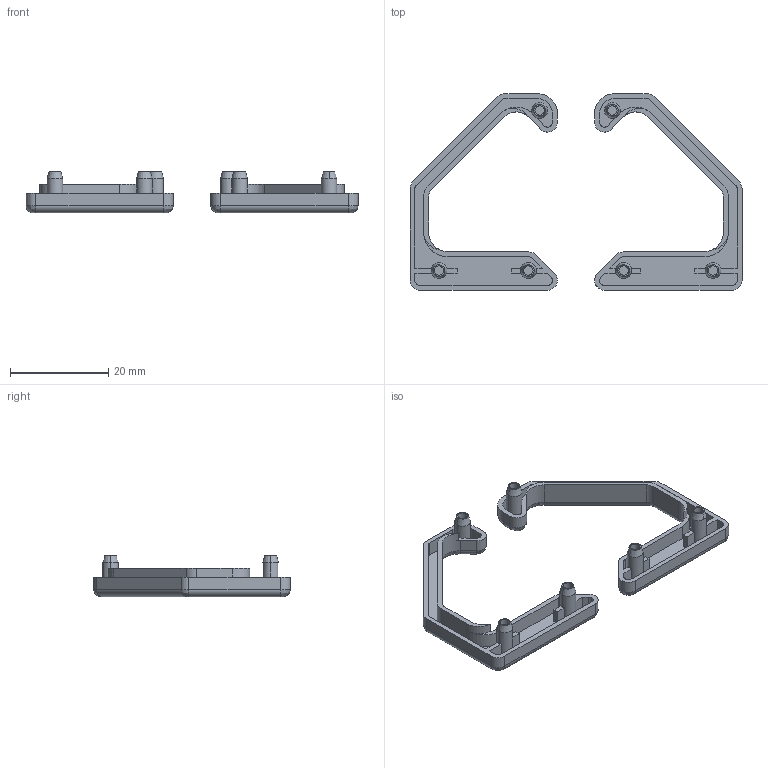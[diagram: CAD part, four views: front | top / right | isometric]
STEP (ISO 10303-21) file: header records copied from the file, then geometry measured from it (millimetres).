
FILE_DESCRIPTION (( 'STEP AP214' ), '1' );
FILE_NAME ('7135100', '2019-01-30T08:49:27', ( '' ), ('JUGARD+KÜNSTNER GmbH'), 'SwSTEP 2.0', 'SolidWorks 2017', '' );
FILE_SCHEMA (( 'AUTOMOTIVE_DESIGN' ));
Length unit declared in the file: millimetre
Products named in the file (3): Part2; 7135100; Part1
Assembly tree (2 placements, depth 2):
  7135100
    Part1
    Part2
Bounding box: 67.6 x 40 x 8.5 mm (x, y, z)
Volume: 2076.7 mm3; surface area: 4838.7 mm2
Topology: 2 solids, 2 shells, 212 faces, 553 edges, 349 vertices
Faces by surface type: cylinder 90, plane 88, bspline 22, cone 12
Entity records: 9180 total; most frequent: CARTESIAN_POINT 1513, DIRECTION 1140, ORIENTED_EDGE 1102, EDGE_CURVE 551, AXIS2_PLACEMENT_3D 416, VERTEX_POINT 349, VECTOR 308, LINE 308
